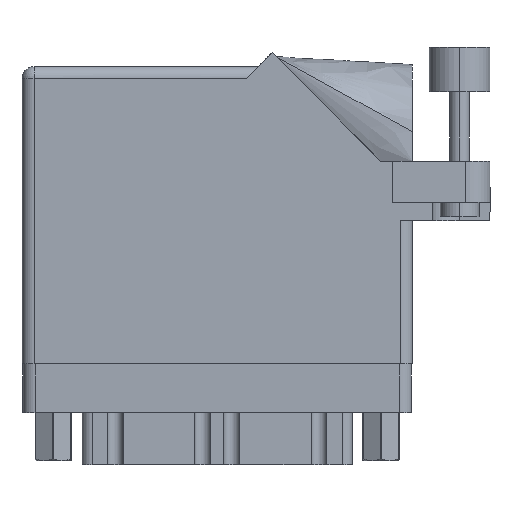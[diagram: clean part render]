
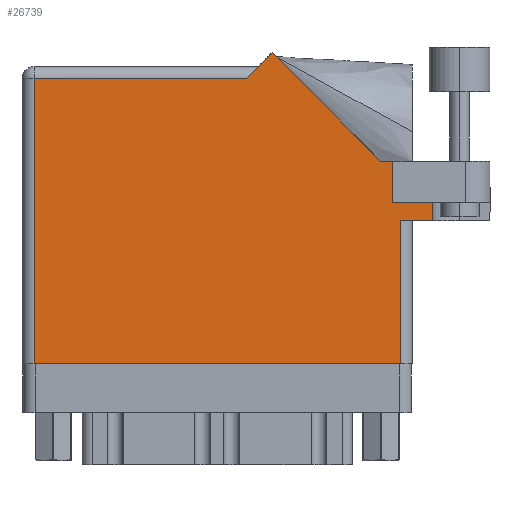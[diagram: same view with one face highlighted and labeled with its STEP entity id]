
A CAD part, front view. The second image highlights one B-rep face of the part: STEP entity #26739.
In plain terms, the highlighted face is planar.
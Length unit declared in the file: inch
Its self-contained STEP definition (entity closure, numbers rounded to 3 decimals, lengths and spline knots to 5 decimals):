
#66 = CARTESIAN_POINT ( 'NONE',  ( 1.91, 0.831, 0. ) ) ;
#455 = VERTEX_POINT ( 'NONE', #19644 ) ;
#1774 = LINE ( 'NONE', #35458, #23986 ) ;
#2341 = ORIENTED_EDGE ( 'NONE', *, *, #21242, .F. ) ;
#3544 = CARTESIAN_POINT ( 'NONE',  ( 1.84442, 1.044, 0. ) ) ;
#3811 = CARTESIAN_POINT ( 'NONE',  ( 1.217, 1.53, 0. ) ) ;
#4507 = CARTESIAN_POINT ( 'NONE',  ( 0.062, 0., 0. ) ) ;
#4639 = ORIENTED_EDGE ( 'NONE', *, *, #28557, .T. ) ;
#6814 = DIRECTION ( 'NONE',  ( 1., 0., 0. ) ) ;
#7446 = DIRECTION ( 'NONE',  ( -0.707, -0.707, 0. ) ) ;
#8222 = VECTOR ( 'NONE', #6814, 39.37008 ) ;
#8230 = EDGE_CURVE ( 'NONE', #32006, #37586, #45629, .T. ) ;
#8605 = AXIS2_PLACEMENT_3D ( 'NONE', #32723, #43866, #10650 ) ;
#8758 = ORIENTED_EDGE ( 'NONE', *, *, #12886, .T. ) ;
#9354 = DIRECTION ( 'NONE',  ( -1., 0., 0. ) ) ;
#10500 = VERTEX_POINT ( 'NONE', #42125 ) ;
#10650 = DIRECTION ( 'NONE',  ( -1., 0., 0. ) ) ;
#11801 = CARTESIAN_POINT ( 'NONE',  ( 1.84442, 1.044, 0. ) ) ;
#12087 = CARTESIAN_POINT ( 'NONE',  ( 1.948, 0., 0. ) ) ;
#12886 = EDGE_CURVE ( 'NONE', #29595, #10500, #14104, .T. ) ;
#13112 = CARTESIAN_POINT ( 'NONE',  ( 2.1115, 0.831, 0. ) ) ;
#13384 = VERTEX_POINT ( 'NONE', #3544 ) ;
#14104 = LINE ( 'NONE', #47556, #8222 ) ;
#14145 = EDGE_CURVE ( 'NONE', #25878, #42407, #1774, .T. ) ;
#14931 = CARTESIAN_POINT ( 'NONE',  ( 1.28771, 1.60071, 0. ) ) ;
#15927 = DIRECTION ( 'NONE',  ( 0., 1., 0. ) ) ;
#16641 = LINE ( 'NONE', #16892, #46488 ) ;
#16892 = CARTESIAN_POINT ( 'NONE',  ( 1.948, 0.737, 0. ) ) ;
#17151 = ORIENTED_EDGE ( 'NONE', *, *, #21805, .T. ) ;
#17947 = PLANE ( 'NONE',  #8605 ) ;
#19644 = CARTESIAN_POINT ( 'NONE',  ( 1.155, 1.468, 0. ) ) ;
#19700 = VERTEX_POINT ( 'NONE', #14931 ) ;
#21183 = VERTEX_POINT ( 'NONE', #12087 ) ;
#21242 = EDGE_CURVE ( 'NONE', #42407, #10500, #28331, .T. ) ;
#21567 = FACE_OUTER_BOUND ( 'NONE', #34901, .T. ) ;
#21805 = EDGE_CURVE ( 'NONE', #27591, #13384, #27806, .T. ) ;
#22245 = LINE ( 'NONE', #11801, #34023 ) ;
#22801 = DIRECTION ( 'NONE',  ( -1., 0., 0. ) ) ;
#23566 = DIRECTION ( 'NONE',  ( 0., -1., 0. ) ) ;
#23797 = CARTESIAN_POINT ( 'NONE',  ( 0.062, 0., 0. ) ) ;
#23986 = VECTOR ( 'NONE', #38623, 39.37008 ) ;
#24225 = ORIENTED_EDGE ( 'NONE', *, *, #47903, .T. ) ;
#24245 = EDGE_CURVE ( 'NONE', #455, #32006, #33949, .T. ) ;
#25763 = CARTESIAN_POINT ( 'NONE',  ( 1.91, 1.044, 0. ) ) ;
#25878 = VERTEX_POINT ( 'NONE', #26058 ) ;
#25938 = ORIENTED_EDGE ( 'NONE', *, *, #45324, .T. ) ;
#26058 = CARTESIAN_POINT ( 'NONE',  ( 1.91, 0.831, 0. ) ) ;
#26739 = ADVANCED_FACE ( 'NONE', ( #21567 ), #17947, .F. ) ;
#27271 = CARTESIAN_POINT ( 'NONE',  ( 1.948, 0.737, 0. ) ) ;
#27591 = VERTEX_POINT ( 'NONE', #25763 ) ;
#27806 = LINE ( 'NONE', #42577, #44703 ) ;
#28331 = LINE ( 'NONE', #43104, #37804 ) ;
#28557 = EDGE_CURVE ( 'NONE', #21183, #29595, #16641, .T. ) ;
#29072 = LINE ( 'NONE', #3811, #41635 ) ;
#29408 = ORIENTED_EDGE ( 'NONE', *, *, #24245, .T. ) ;
#29595 = VERTEX_POINT ( 'NONE', #27271 ) ;
#29899 = LINE ( 'NONE', #44675, #40819 ) ;
#30359 = LINE ( 'NONE', #66, #35168 ) ;
#32006 = VERTEX_POINT ( 'NONE', #39043 ) ;
#32195 = DIRECTION ( 'NONE',  ( 0., -1., 0. ) ) ;
#32723 = CARTESIAN_POINT ( 'NONE',  ( 0., 1.53, 0. ) ) ;
#33590 = ORIENTED_EDGE ( 'NONE', *, *, #46081, .T. ) ;
#33949 = LINE ( 'NONE', #34409, #39446 ) ;
#34023 = VECTOR ( 'NONE', #37036, 39.37008 ) ;
#34409 = CARTESIAN_POINT ( 'NONE',  ( 0., 1.468, 0. ) ) ;
#34901 = EDGE_LOOP ( 'NONE', ( #25938, #4639, #8758, #2341, #42905, #38796, #17151, #24225, #33590, #29408, #36858 ) ) ;
#35168 = VECTOR ( 'NONE', #44431, 39.37008 ) ;
#35458 = CARTESIAN_POINT ( 'NONE',  ( 1.91, 0.831, 0. ) ) ;
#36858 = ORIENTED_EDGE ( 'NONE', *, *, #8230, .T. ) ;
#37025 = EDGE_CURVE ( 'NONE', #25878, #27591, #30359, .T. ) ;
#37036 = DIRECTION ( 'NONE',  ( -0.707, 0.707, 0. ) ) ;
#37586 = VERTEX_POINT ( 'NONE', #4507 ) ;
#37804 = VECTOR ( 'NONE', #32195, 39.37008 ) ;
#38623 = DIRECTION ( 'NONE',  ( 1., 0., 0. ) ) ;
#38796 = ORIENTED_EDGE ( 'NONE', *, *, #37025, .T. ) ;
#39043 = CARTESIAN_POINT ( 'NONE',  ( 0.062, 1.468, 0. ) ) ;
#39446 = VECTOR ( 'NONE', #22801, 39.37008 ) ;
#40819 = VECTOR ( 'NONE', #41033, 39.37008 ) ;
#41033 = DIRECTION ( 'NONE',  ( 1., 0., 0. ) ) ;
#41547 = VECTOR ( 'NONE', #23566, 39.37008 ) ;
#41635 = VECTOR ( 'NONE', #7446, 39.37008 ) ;
#42125 = CARTESIAN_POINT ( 'NONE',  ( 2.1115, 0.737, 0. ) ) ;
#42407 = VERTEX_POINT ( 'NONE', #13112 ) ;
#42577 = CARTESIAN_POINT ( 'NONE',  ( 2.41, 1.044, 0. ) ) ;
#42905 = ORIENTED_EDGE ( 'NONE', *, *, #14145, .F. ) ;
#43104 = CARTESIAN_POINT ( 'NONE',  ( 2.1115, 1.16177, 0. ) ) ;
#43866 = DIRECTION ( 'NONE',  ( 0., 0., -1. ) ) ;
#44431 = DIRECTION ( 'NONE',  ( 0., 1., 0. ) ) ;
#44675 = CARTESIAN_POINT ( 'NONE',  ( 0., 0., 0. ) ) ;
#44703 = VECTOR ( 'NONE', #9354, 39.37008 ) ;
#45324 = EDGE_CURVE ( 'NONE', #37586, #21183, #29899, .T. ) ;
#45629 = LINE ( 'NONE', #23797, #41547 ) ;
#46081 = EDGE_CURVE ( 'NONE', #19700, #455, #29072, .T. ) ;
#46488 = VECTOR ( 'NONE', #15927, 39.37008 ) ;
#47556 = CARTESIAN_POINT ( 'NONE',  ( 2.01, 0.737, 0. ) ) ;
#47903 = EDGE_CURVE ( 'NONE', #13384, #19700, #22245, .T. ) ;
